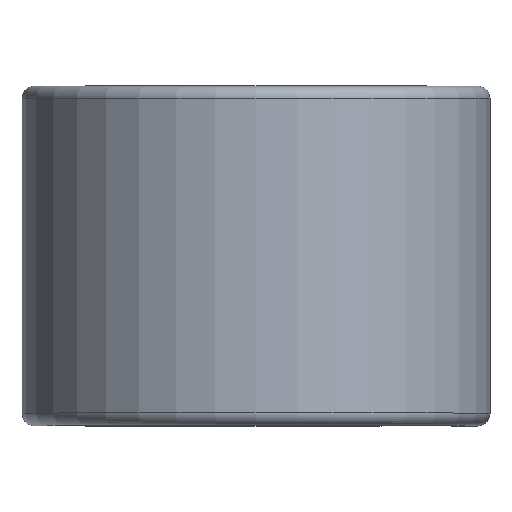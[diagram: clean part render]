
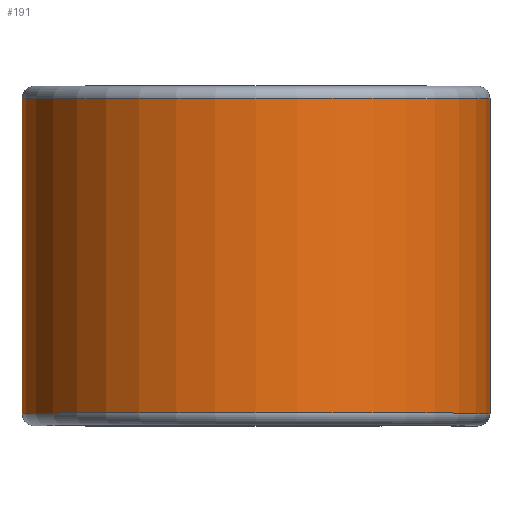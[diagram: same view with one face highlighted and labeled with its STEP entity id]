
A CAD part, top view. The second image highlights one B-rep face of the part: STEP entity #191.
In plain terms, the highlighted cylindrical face has radius 14.224 mm (diameter 28.448 mm), a partial arc.
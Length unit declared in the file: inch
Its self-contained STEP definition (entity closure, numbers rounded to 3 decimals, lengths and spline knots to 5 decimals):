
#3 = VERTEX_POINT ( 'NONE', #1564 ) ;
#13 = AXIS2_PLACEMENT_3D ( 'NONE', #671, #1914, #859 ) ;
#182 = CARTESIAN_POINT ( 'NONE',  ( 0.56, 0.37625, 0. ) ) ;
#189 = VERTEX_POINT ( 'NONE', #340 ) ;
#191 = ADVANCED_FACE ( 'NONE', ( #207 ), #682, .T. ) ;
#207 = FACE_OUTER_BOUND ( 'NONE', #2172, .T. ) ;
#312 = DIRECTION ( 'NONE',  ( 0., -1., 0. ) ) ;
#340 = CARTESIAN_POINT ( 'NONE',  ( 0.56, 0.37625, 0. ) ) ;
#361 = CIRCLE ( 'NONE', #1281, 0.56 ) ;
#489 = CARTESIAN_POINT ( 'NONE',  ( 0., 0.37625, -0.56 ) ) ;
#505 = DIRECTION ( 'NONE',  ( 0., -1., 0. ) ) ;
#671 = CARTESIAN_POINT ( 'NONE',  ( 0., 0.37625, 0. ) ) ;
#682 = CYLINDRICAL_SURFACE ( 'NONE', #2347, 0.56 ) ;
#803 = LINE ( 'NONE', #489, #2099 ) ;
#859 = DIRECTION ( 'NONE',  ( 0., 0., -1. ) ) ;
#924 = CARTESIAN_POINT ( 'NONE',  ( 0., -0.37625, -0.56 ) ) ;
#1013 = EDGE_CURVE ( 'NONE', #3, #189, #1542, .T. ) ;
#1016 = VERTEX_POINT ( 'NONE', #924 ) ;
#1056 = DIRECTION ( 'NONE',  ( 0., 0., -1. ) ) ;
#1068 = ORIENTED_EDGE ( 'NONE', *, *, #1710, .T. ) ;
#1083 = DIRECTION ( 'NONE',  ( 0., 1., 0. ) ) ;
#1158 = CARTESIAN_POINT ( 'NONE',  ( 0., 0.375, 0. ) ) ;
#1281 = AXIS2_PLACEMENT_3D ( 'NONE', #1361, #312, #1547 ) ;
#1361 = CARTESIAN_POINT ( 'NONE',  ( 0., -0.37625, 0. ) ) ;
#1465 = VECTOR ( 'NONE', #1083, 39.37008 ) ;
#1535 = ORIENTED_EDGE ( 'NONE', *, *, #1634, .F. ) ;
#1542 = LINE ( 'NONE', #182, #1465 ) ;
#1547 = DIRECTION ( 'NONE',  ( 0., 0., -1. ) ) ;
#1564 = CARTESIAN_POINT ( 'NONE',  ( 0.56, -0.37625, 0. ) ) ;
#1634 = EDGE_CURVE ( 'NONE', #3, #1016, #361, .T. ) ;
#1710 = EDGE_CURVE ( 'NONE', #189, #1733, #1803, .T. ) ;
#1713 = CARTESIAN_POINT ( 'NONE',  ( 0., 0.37625, -0.56 ) ) ;
#1733 = VERTEX_POINT ( 'NONE', #1713 ) ;
#1803 = CIRCLE ( 'NONE', #13, 0.56 ) ;
#1914 = DIRECTION ( 'NONE',  ( 0., -1., 0. ) ) ;
#2009 = ORIENTED_EDGE ( 'NONE', *, *, #1013, .T. ) ;
#2034 = ORIENTED_EDGE ( 'NONE', *, *, #2151, .F. ) ;
#2084 = DIRECTION ( 'NONE',  ( 0., 1., 0. ) ) ;
#2099 = VECTOR ( 'NONE', #2084, 39.37008 ) ;
#2151 = EDGE_CURVE ( 'NONE', #1016, #1733, #803, .T. ) ;
#2172 = EDGE_LOOP ( 'NONE', ( #2009, #1068, #2034, #1535 ) ) ;
#2347 = AXIS2_PLACEMENT_3D ( 'NONE', #1158, #505, #1056 ) ;
